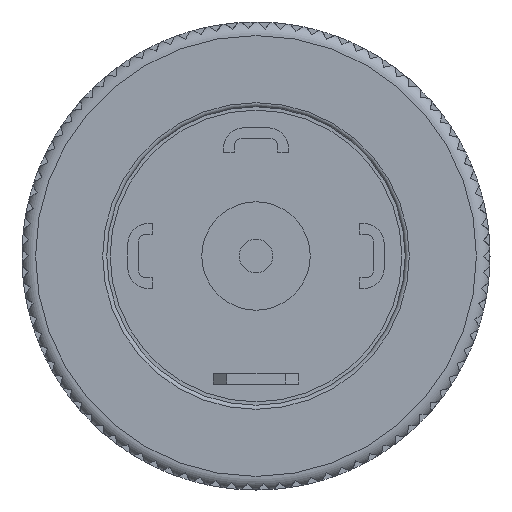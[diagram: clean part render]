
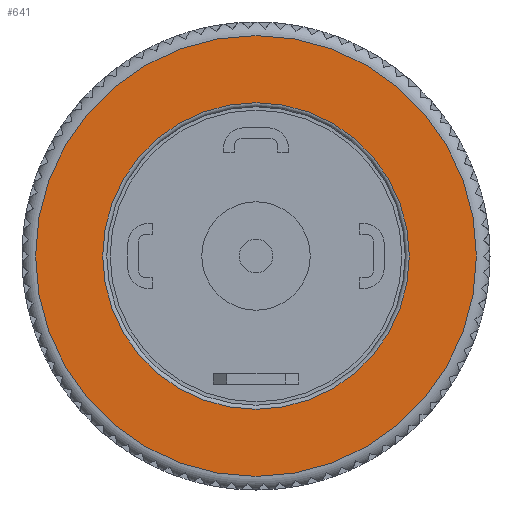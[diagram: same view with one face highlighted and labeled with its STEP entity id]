
A CAD part, front view. The second image highlights one B-rep face of the part: STEP entity #641.
In plain terms, the highlighted planar face has unit normal (0, -1, 0).
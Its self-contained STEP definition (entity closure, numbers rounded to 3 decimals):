
#641 = ADVANCED_FACE( '', ( #1524, #1525 ), #1526, .T. );
#1524 = FACE_OUTER_BOUND( '', #2673, .T. );
#1525 = FACE_BOUND( '', #2674, .T. );
#1526 = PLANE( '', #2675 );
#2673 = EDGE_LOOP( '', ( #4751 ) );
#2674 = EDGE_LOOP( '', ( #4752 ) );
#2675 = AXIS2_PLACEMENT_3D( '', #4753, #4754, #4755 );
#4751 = ORIENTED_EDGE( '', *, *, #7710, .T. );
#4752 = ORIENTED_EDGE( '', *, *, #7287, .T. );
#4753 = CARTESIAN_POINT( '', ( 0., -92.05, 0. ) );
#4754 = DIRECTION( '', ( 0., -1., 0. ) );
#4755 = DIRECTION( '', ( 1., 0., 0. ) );
#7287 = EDGE_CURVE( '', #8939, #8939, #8940, .T. );
#7710 = EDGE_CURVE( '', #9650, #9650, #9651, .T. );
#8939 = VERTEX_POINT( '', #11520 );
#8940 = CIRCLE( '', #11521, 11.3 );
#9650 = VERTEX_POINT( '', #12557 );
#9651 = CIRCLE( '', #12558, 16.25 );
#11520 = CARTESIAN_POINT( '', ( 0., -92.05, -11.3 ) );
#11521 = AXIS2_PLACEMENT_3D( '', #14506, #14507, #14508 );
#12557 = CARTESIAN_POINT( '', ( 0., -92.05, -16.25 ) );
#12558 = AXIS2_PLACEMENT_3D( '', #15201, #15202, #15203 );
#14506 = CARTESIAN_POINT( '', ( 0., -92.05, 0. ) );
#14507 = DIRECTION( '', ( 0., 1., 0. ) );
#14508 = DIRECTION( '', ( 0., 0., -1. ) );
#15201 = CARTESIAN_POINT( '', ( 0., -92.05, 0. ) );
#15202 = DIRECTION( '', ( 0., -1., 0. ) );
#15203 = DIRECTION( '', ( 0., 0., -1. ) );
